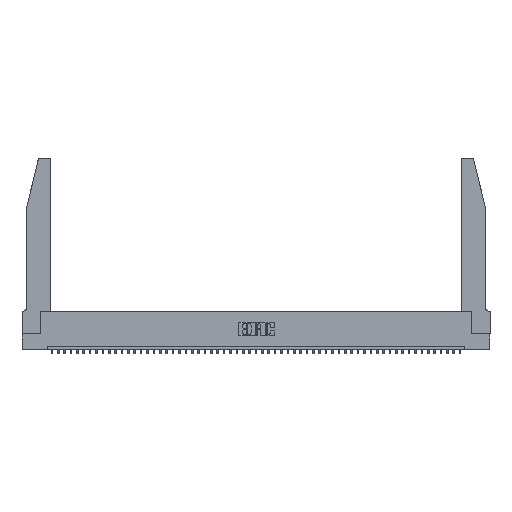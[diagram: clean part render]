
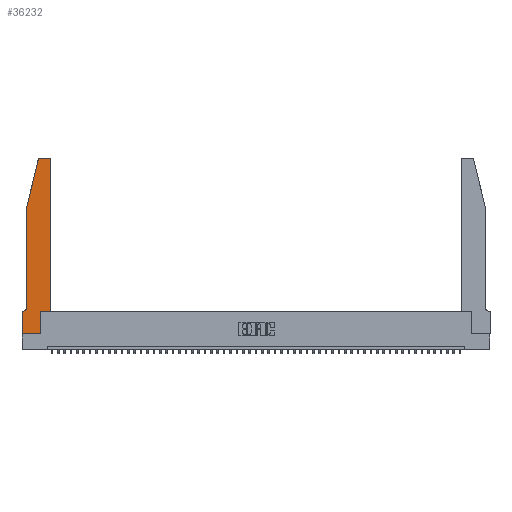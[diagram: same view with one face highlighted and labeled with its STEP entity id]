
A CAD part, top view. The second image highlights one B-rep face of the part: STEP entity #36232.
In plain terms, the highlighted planar face has unit normal (0, 0, 1).
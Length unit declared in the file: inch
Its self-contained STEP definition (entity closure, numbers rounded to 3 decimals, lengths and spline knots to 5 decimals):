
#20 = VERTEX_POINT ( 'NONE', #6327 ) ;
#120 = LINE ( 'NONE', #45055, #17756 ) ;
#236 = ORIENTED_EDGE ( 'NONE', *, *, #22584, .T. ) ;
#980 = AXIS2_PLACEMENT_3D ( 'NONE', #16110, #28407, #5035 ) ;
#1022 = CIRCLE ( 'NONE', #16050, 0.07 ) ;
#1632 = ORIENTED_EDGE ( 'NONE', *, *, #22986, .T. ) ;
#1636 = CIRCLE ( 'NONE', #980, 0.03 ) ;
#1656 = EDGE_CURVE ( 'NONE', #27931, #4341, #17170, .T. ) ;
#1701 = AXIS2_PLACEMENT_3D ( 'NONE', #18258, #38317, #45674 ) ;
#2145 = ORIENTED_EDGE ( 'NONE', *, *, #4483, .T. ) ;
#2400 = CARTESIAN_POINT ( 'NONE',  ( 0.0755, 2., 0.37 ) ) ;
#3446 = VERTEX_POINT ( 'NONE', #16323 ) ;
#3553 = LINE ( 'NONE', #42351, #23620 ) ;
#4341 = VERTEX_POINT ( 'NONE', #30907 ) ;
#4410 = CARTESIAN_POINT ( 'NONE',  ( 0.2865, 0., 0.37 ) ) ;
#4483 = EDGE_CURVE ( 'NONE', #3446, #27931, #1636, .T. ) ;
#5035 = DIRECTION ( 'NONE',  ( 1., 0., 0. ) ) ;
#5131 = CARTESIAN_POINT ( 'NONE',  ( 0.4505, 0.35, 0.37 ) ) ;
#5233 = VECTOR ( 'NONE', #28846, 39.37008 ) ;
#5281 = CARTESIAN_POINT ( 'NONE',  ( 0., 0., 0.37 ) ) ;
#5690 = CARTESIAN_POINT ( 'NONE',  ( 0.2865, 0.35, 0.37 ) ) ;
#6327 = CARTESIAN_POINT ( 'NONE',  ( 0.4505, 2.72, 0.37 ) ) ;
#6809 = EDGE_CURVE ( 'NONE', #26962, #17369, #1022, .T. ) ;
#7231 = VECTOR ( 'NONE', #13938, 39.37008 ) ;
#7438 = VERTEX_POINT ( 'NONE', #4410 ) ;
#8577 = ORIENTED_EDGE ( 'NONE', *, *, #50520, .T. ) ;
#8929 = VECTOR ( 'NONE', #31719, 39.37008 ) ;
#9871 = DIRECTION ( 'NONE',  ( 0., 0., 1. ) ) ;
#10308 = DIRECTION ( 'NONE',  ( 0., 0., -1. ) ) ;
#10367 = CARTESIAN_POINT ( 'NONE',  ( 0.4505, 0.35, 0.37 ) ) ;
#10381 = VECTOR ( 'NONE', #38480, 39.37008 ) ;
#10481 = ORIENTED_EDGE ( 'NONE', *, *, #27404, .T. ) ;
#11343 = ORIENTED_EDGE ( 'NONE', *, *, #11998, .T. ) ;
#11998 = EDGE_CURVE ( 'NONE', #20, #26205, #27014, .T. ) ;
#12246 = EDGE_LOOP ( 'NONE', ( #1632, #2145, #13854, #42642, #43973, #236, #36412, #17545, #10481, #23205, #8577, #11343 ) ) ;
#12541 = CARTESIAN_POINT ( 'NONE',  ( 0.25487, 2.72718, 0.37 ) ) ;
#13263 = VERTEX_POINT ( 'NONE', #5281 ) ;
#13854 = ORIENTED_EDGE ( 'NONE', *, *, #1656, .T. ) ;
#13938 = DIRECTION ( 'NONE',  ( 0., -1., 0. ) ) ;
#14036 = EDGE_CURVE ( 'NONE', #4341, #26962, #40305, .T. ) ;
#16028 = VERTEX_POINT ( 'NONE', #5131 ) ;
#16050 = AXIS2_PLACEMENT_3D ( 'NONE', #41276, #10308, #22427 ) ;
#16110 = CARTESIAN_POINT ( 'NONE',  ( 0.284, 2.72, 0.37 ) ) ;
#16323 = CARTESIAN_POINT ( 'NONE',  ( 0.284, 2.75, 0.37 ) ) ;
#17170 = LINE ( 'NONE', #44279, #49701 ) ;
#17369 = VERTEX_POINT ( 'NONE', #46931 ) ;
#17487 = FACE_OUTER_BOUND ( 'NONE', #12246, .T. ) ;
#17545 = ORIENTED_EDGE ( 'NONE', *, *, #48926, .T. ) ;
#17756 = VECTOR ( 'NONE', #45415, 39.37008 ) ;
#18087 = PLANE ( 'NONE',  #1701 ) ;
#18258 = CARTESIAN_POINT ( 'NONE',  ( 0., 0.35, 0.37 ) ) ;
#18722 = DIRECTION ( 'NONE',  ( 0., 1., 0. ) ) ;
#19414 = VERTEX_POINT ( 'NONE', #50353 ) ;
#22427 = DIRECTION ( 'NONE',  ( -1., 0., 0. ) ) ;
#22584 = EDGE_CURVE ( 'NONE', #17369, #19414, #43145, .T. ) ;
#22925 = LINE ( 'NONE', #43568, #5233 ) ;
#22986 = EDGE_CURVE ( 'NONE', #26205, #3446, #22925, .T. ) ;
#23205 = ORIENTED_EDGE ( 'NONE', *, *, #42243, .T. ) ;
#23620 = VECTOR ( 'NONE', #18722, 39.37008 ) ;
#25648 = LINE ( 'NONE', #34377, #10381 ) ;
#26205 = VERTEX_POINT ( 'NONE', #28186 ) ;
#26569 = CARTESIAN_POINT ( 'NONE',  ( 0.0755, 0.42, 0.37 ) ) ;
#26962 = VERTEX_POINT ( 'NONE', #26569 ) ;
#27014 = CIRCLE ( 'NONE', #45790, 0.03 ) ;
#27404 = EDGE_CURVE ( 'NONE', #7438, #48573, #120, .T. ) ;
#27802 = CARTESIAN_POINT ( 'NONE',  ( 0., 0., 0.37 ) ) ;
#27931 = VERTEX_POINT ( 'NONE', #12541 ) ;
#28186 = CARTESIAN_POINT ( 'NONE',  ( 0.4205, 2.75, 0.37 ) ) ;
#28407 = DIRECTION ( 'NONE',  ( 0., 0., 1. ) ) ;
#28846 = DIRECTION ( 'NONE',  ( -1., 0., 0. ) ) ;
#30907 = CARTESIAN_POINT ( 'NONE',  ( 0.0755, 2., 0.37 ) ) ;
#31719 = DIRECTION ( 'NONE',  ( 0., -1., 0. ) ) ;
#34377 = CARTESIAN_POINT ( 'NONE',  ( 0., 0., 0.37 ) ) ;
#36232 = ADVANCED_FACE ( 'NONE', ( #17487 ), #18087, .T. ) ;
#36412 = ORIENTED_EDGE ( 'NONE', *, *, #39913, .T. ) ;
#36781 = VECTOR ( 'NONE', #49210, 39.37008 ) ;
#38317 = DIRECTION ( 'NONE',  ( 0., 0., 1. ) ) ;
#38480 = DIRECTION ( 'NONE',  ( 1., 0., 0. ) ) ;
#38836 = VECTOR ( 'NONE', #47378, 39.37008 ) ;
#39913 = EDGE_CURVE ( 'NONE', #19414, #13263, #45666, .T. ) ;
#40305 = LINE ( 'NONE', #2400, #7231 ) ;
#41276 = CARTESIAN_POINT ( 'NONE',  ( 0.0055, 0.42, 0.37 ) ) ;
#41606 = CARTESIAN_POINT ( 'NONE',  ( 0.0755, 0.35, 0.37 ) ) ;
#41685 = CARTESIAN_POINT ( 'NONE',  ( 0.4205, 2.72, 0.37 ) ) ;
#42243 = EDGE_CURVE ( 'NONE', #48573, #16028, #47215, .T. ) ;
#42351 = CARTESIAN_POINT ( 'NONE',  ( 0.4505, 0.35, 0.37 ) ) ;
#42642 = ORIENTED_EDGE ( 'NONE', *, *, #14036, .T. ) ;
#43145 = LINE ( 'NONE', #41606, #38836 ) ;
#43568 = CARTESIAN_POINT ( 'NONE',  ( 0.2605, 2.75, 0.37 ) ) ;
#43973 = ORIENTED_EDGE ( 'NONE', *, *, #6809, .T. ) ;
#44279 = CARTESIAN_POINT ( 'NONE',  ( 0.0755, 2., 0.37 ) ) ;
#45055 = CARTESIAN_POINT ( 'NONE',  ( 0.2865, 0.35, 0.37 ) ) ;
#45083 = DIRECTION ( 'NONE',  ( 1., 0., 0. ) ) ;
#45327 = DIRECTION ( 'NONE',  ( -0.239, -0.971, 0. ) ) ;
#45415 = DIRECTION ( 'NONE',  ( 0., 1., 0. ) ) ;
#45666 = LINE ( 'NONE', #27802, #8929 ) ;
#45674 = DIRECTION ( 'NONE',  ( 1., 0., 0. ) ) ;
#45790 = AXIS2_PLACEMENT_3D ( 'NONE', #41685, #9871, #45083 ) ;
#46931 = CARTESIAN_POINT ( 'NONE',  ( 0.0055, 0.35, 0.37 ) ) ;
#47215 = LINE ( 'NONE', #10367, #36781 ) ;
#47378 = DIRECTION ( 'NONE',  ( -1., 0., 0. ) ) ;
#48573 = VERTEX_POINT ( 'NONE', #5690 ) ;
#48926 = EDGE_CURVE ( 'NONE', #13263, #7438, #25648, .T. ) ;
#49210 = DIRECTION ( 'NONE',  ( 1., 0., 0. ) ) ;
#49701 = VECTOR ( 'NONE', #45327, 39.37008 ) ;
#50353 = CARTESIAN_POINT ( 'NONE',  ( 0., 0.35, 0.37 ) ) ;
#50520 = EDGE_CURVE ( 'NONE', #16028, #20, #3553, .T. ) ;
